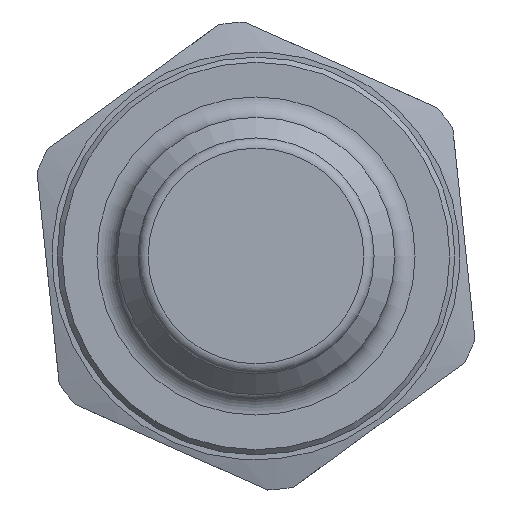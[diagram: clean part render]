
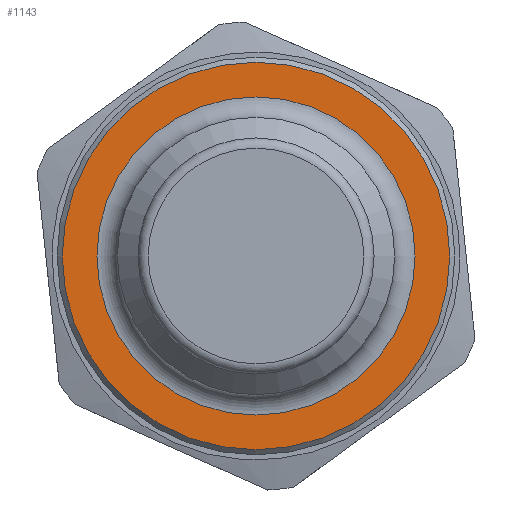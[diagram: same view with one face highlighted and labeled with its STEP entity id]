
A CAD part, left-side view. The second image highlights one B-rep face of the part: STEP entity #1143.
In plain terms, the highlighted planar face has unit normal (-1, 0, 0).
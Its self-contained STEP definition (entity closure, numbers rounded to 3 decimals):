
#1081=CARTESIAN_POINT('',(34.0,19.0,0.));
#1082=VERTEX_POINT('',#1081);
#1083=CARTESIAN_POINT('',(34.0,0.0,0.0));
#1084=DIRECTION('',(1.0,0.0,0.0));
#1085=DIRECTION('',(0.0,-1.0,0.0));
#1086=AXIS2_PLACEMENT_3D('',#1083,#1084,#1085);
#1087=CIRCLE('',#1086,19.0);
#1088=EDGE_CURVE('',#1082,#1082,#1087,.T.);
#1124=CARTESIAN_POINT('',(34.0,16.55,0.0));
#1125=DIRECTION('',(-1.0,0.0,0.0));
#1126=DIRECTION('',(0.0,0.0,1.0));
#1127=AXIS2_PLACEMENT_3D('',#1124,#1125,#1126);
#1128=PLANE('',#1127);
#1129=ORIENTED_EDGE('',*,*,#1088,.F.);
#1130=EDGE_LOOP('',(#1129));
#1131=FACE_OUTER_BOUND('',#1130,.T.);
#1132=CARTESIAN_POINT('',(34.0,15.6,0.));
#1133=VERTEX_POINT('',#1132);
#1134=CARTESIAN_POINT('',(34.0,0.0,0.0));
#1135=DIRECTION('',(-1.0,0.0,0.0));
#1136=DIRECTION('',(0.0,-1.0,0.0));
#1137=AXIS2_PLACEMENT_3D('',#1134,#1135,#1136);
#1138=CIRCLE('',#1137,15.6);
#1139=EDGE_CURVE('',#1133,#1133,#1138,.T.);
#1140=ORIENTED_EDGE('',*,*,#1139,.F.);
#1141=EDGE_LOOP('',(#1140));
#1142=FACE_BOUND('',#1141,.T.);
#1143=ADVANCED_FACE('',(#1131,#1142),#1128,.T.);
